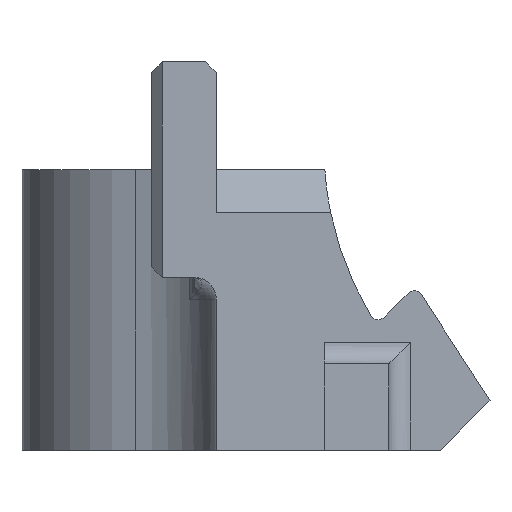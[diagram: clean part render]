
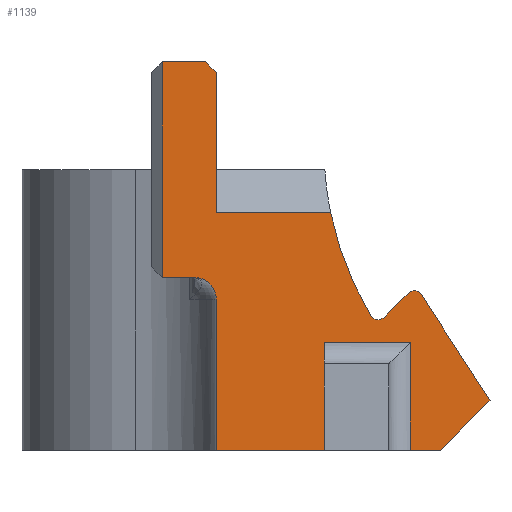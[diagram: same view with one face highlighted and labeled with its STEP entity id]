
A CAD part, front view. The second image highlights one B-rep face of the part: STEP entity #1139.
In plain terms, the highlighted planar face has unit normal (0, -1, 0).
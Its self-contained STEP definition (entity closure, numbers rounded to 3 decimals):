
#39=PLANE('',#1225);
#84=FACE_OUTER_BOUND('',#151,.T.);
#151=EDGE_LOOP('',(#851,#852,#853,#854,#855,#856,#857,#858,#859,#860,#861,
#862,#863,#864,#865,#866,#867,#868,#869));
#222=CIRCLE('',#1226,0.4);
#223=CIRCLE('',#1227,0.4);
#224=CIRCLE('',#1228,15.);
#225=CIRCLE('',#1229,1.);
#258=LINE('',#1674,#380);
#259=LINE('',#1678,#381);
#266=LINE('',#1694,#388);
#294=LINE('',#1773,#416);
#295=LINE('',#1776,#417);
#296=LINE('',#1778,#418);
#297=LINE('',#1780,#419);
#298=LINE('',#1784,#420);
#299=LINE('',#1789,#421);
#300=LINE('',#1791,#422);
#301=LINE('',#1793,#423);
#302=LINE('',#1795,#424);
#303=LINE('',#1797,#425);
#304=LINE('',#1801,#426);
#305=LINE('',#1802,#427);
#380=VECTOR('',#1331,10.);
#381=VECTOR('',#1336,10.);
#388=VECTOR('',#1351,10.);
#416=VECTOR('',#1413,10.);
#417=VECTOR('',#1416,10.);
#418=VECTOR('',#1417,10.);
#419=VECTOR('',#1418,10.);
#420=VECTOR('',#1421,10.);
#421=VECTOR('',#1426,10.);
#422=VECTOR('',#1427,10.);
#423=VECTOR('',#1428,10.);
#424=VECTOR('',#1429,10.);
#425=VECTOR('',#1430,10.);
#426=VECTOR('',#1433,10.);
#427=VECTOR('',#1434,10.);
#503=VERTEX_POINT('',#1671);
#504=VERTEX_POINT('',#1673);
#505=VERTEX_POINT('',#1677);
#510=VERTEX_POINT('',#1693);
#543=VERTEX_POINT('',#1769);
#544=VERTEX_POINT('',#1771);
#545=VERTEX_POINT('',#1775);
#546=VERTEX_POINT('',#1777);
#547=VERTEX_POINT('',#1779);
#548=VERTEX_POINT('',#1781);
#549=VERTEX_POINT('',#1783);
#550=VERTEX_POINT('',#1785);
#551=VERTEX_POINT('',#1788);
#552=VERTEX_POINT('',#1790);
#553=VERTEX_POINT('',#1792);
#554=VERTEX_POINT('',#1794);
#555=VERTEX_POINT('',#1796);
#556=VERTEX_POINT('',#1798);
#557=VERTEX_POINT('',#1800);
#612=EDGE_CURVE('',#503,#504,#258,.T.);
#614=EDGE_CURVE('',#504,#505,#259,.T.);
#622=EDGE_CURVE('',#510,#505,#266,.T.);
#662=EDGE_CURVE('',#544,#543,#294,.T.);
#663=EDGE_CURVE('',#545,#503,#295,.T.);
#664=EDGE_CURVE('',#546,#545,#296,.T.);
#665=EDGE_CURVE('',#547,#546,#297,.T.);
#666=EDGE_CURVE('',#548,#547,#222,.T.);
#667=EDGE_CURVE('',#549,#548,#298,.T.);
#668=EDGE_CURVE('',#550,#549,#223,.T.);
#669=EDGE_CURVE('',#543,#550,#224,.T.);
#670=EDGE_CURVE('',#551,#544,#299,.T.);
#671=EDGE_CURVE('',#552,#551,#300,.T.);
#672=EDGE_CURVE('',#553,#552,#301,.T.);
#673=EDGE_CURVE('',#554,#553,#302,.T.);
#674=EDGE_CURVE('',#555,#554,#303,.T.);
#675=EDGE_CURVE('',#556,#555,#225,.T.);
#676=EDGE_CURVE('',#557,#556,#304,.T.);
#677=EDGE_CURVE('',#510,#557,#305,.T.);
#851=ORIENTED_EDGE('',*,*,#612,.F.);
#852=ORIENTED_EDGE('',*,*,#663,.F.);
#853=ORIENTED_EDGE('',*,*,#664,.F.);
#854=ORIENTED_EDGE('',*,*,#665,.F.);
#855=ORIENTED_EDGE('',*,*,#666,.F.);
#856=ORIENTED_EDGE('',*,*,#667,.F.);
#857=ORIENTED_EDGE('',*,*,#668,.F.);
#858=ORIENTED_EDGE('',*,*,#669,.F.);
#859=ORIENTED_EDGE('',*,*,#662,.F.);
#860=ORIENTED_EDGE('',*,*,#670,.F.);
#861=ORIENTED_EDGE('',*,*,#671,.F.);
#862=ORIENTED_EDGE('',*,*,#672,.F.);
#863=ORIENTED_EDGE('',*,*,#673,.F.);
#864=ORIENTED_EDGE('',*,*,#674,.F.);
#865=ORIENTED_EDGE('',*,*,#675,.F.);
#866=ORIENTED_EDGE('',*,*,#676,.F.);
#867=ORIENTED_EDGE('',*,*,#677,.F.);
#868=ORIENTED_EDGE('',*,*,#622,.T.);
#869=ORIENTED_EDGE('',*,*,#614,.F.);
#1139=ADVANCED_FACE('',(#84),#39,.F.);
#1225=AXIS2_PLACEMENT_3D('',#1774,#1414,#1415);
#1226=AXIS2_PLACEMENT_3D('',#1782,#1419,#1420);
#1227=AXIS2_PLACEMENT_3D('',#1786,#1422,#1423);
#1228=AXIS2_PLACEMENT_3D('',#1787,#1424,#1425);
#1229=AXIS2_PLACEMENT_3D('',#1799,#1431,#1432);
#1331=DIRECTION('',(0.,0.,1.));
#1336=DIRECTION('',(-1.,0.,0.));
#1351=DIRECTION('',(0.,0.,1.));
#1413=DIRECTION('',(1.,0.,0.));
#1414=DIRECTION('center_axis',(0.,1.,0.));
#1415=DIRECTION('ref_axis',(0.,0.,1.));
#1416=DIRECTION('',(-1.,0.,0.));
#1417=DIRECTION('',(-0.707,0.,-0.707));
#1418=DIRECTION('',(0.543,0.,-0.839));
#1419=DIRECTION('center_axis',(0.,1.,0.));
#1420=DIRECTION('ref_axis',(0.105,0.,0.994));
#1421=DIRECTION('',(0.707,0.,0.707));
#1422=DIRECTION('center_axis',(0.,-1.,0.));
#1423=DIRECTION('ref_axis',(0.707,0.,-0.707));
#1424=DIRECTION('center_axis',(0.,-1.,0.));
#1425=DIRECTION('ref_axis',(-0.856,0.,-0.517));
#1426=DIRECTION('',(0.,0.,-1.));
#1427=DIRECTION('',(0.707,0.,-0.707));
#1428=DIRECTION('',(1.,0.,0.));
#1429=DIRECTION('',(0.,0.,1.));
#1430=DIRECTION('',(-1.,0.,0.));
#1431=DIRECTION('center_axis',(0.,-1.,0.));
#1432=DIRECTION('ref_axis',(0.707,0.,0.707));
#1433=DIRECTION('',(0.,0.,1.));
#1434=DIRECTION('',(-1.,0.,0.));
#1671=CARTESIAN_POINT('',(-11.,40.,-14.));
#1673=CARTESIAN_POINT('',(-11.,40.,-9.));
#1674=CARTESIAN_POINT('',(-11.,40.,-12.));
#1677=CARTESIAN_POINT('',(-15.,40.,-9.));
#1678=CARTESIAN_POINT('',(-15.,40.,-9.));
#1693=CARTESIAN_POINT('',(-15.,40.,-14.));
#1694=CARTESIAN_POINT('',(-15.,40.,-14.));
#1769=CARTESIAN_POINT('',(-14.697,40.,-3.));
#1771=CARTESIAN_POINT('',(-20.,40.,-3.));
#1773=CARTESIAN_POINT('',(-12.5,40.,-3.));
#1774=CARTESIAN_POINT('Origin',(-15.,40.,-14.));
#1775=CARTESIAN_POINT('',(-9.616,40.,-14.));
#1776=CARTESIAN_POINT('',(-12.308,40.,-14.));
#1777=CARTESIAN_POINT('',(-7.316,40.,-11.7));
#1778=CARTESIAN_POINT('',(-9.812,40.,-14.196));
#1779=CARTESIAN_POINT('',(-10.493,40.,-6.793));
#1780=CARTESIAN_POINT('',(-9.515,40.,-8.304));
#1781=CARTESIAN_POINT('',(-11.112,40.,-6.728));
#1782=CARTESIAN_POINT('Origin',(-10.829,40.,-7.01));
#1783=CARTESIAN_POINT('',(-12.215,40.,-7.831));
#1784=CARTESIAN_POINT('',(-14.453,40.,-10.069));
#1785=CARTESIAN_POINT('',(-12.84,40.,-7.755));
#1786=CARTESIAN_POINT('Origin',(-12.498,40.,-7.548));
#1787=CARTESIAN_POINT('Origin',(0.,40.,0.));
#1788=CARTESIAN_POINT('',(-20.,40.,3.5));
#1789=CARTESIAN_POINT('',(-20.,40.,4.));
#1790=CARTESIAN_POINT('',(-20.5,40.,4.));
#1791=CARTESIAN_POINT('',(-14.5,40.,-2.));
#1792=CARTESIAN_POINT('',(-22.5,40.,4.));
#1793=CARTESIAN_POINT('',(-23.,40.,4.));
#1794=CARTESIAN_POINT('',(-22.5,40.,-6.));
#1795=CARTESIAN_POINT('',(-22.5,40.,-10.));
#1796=CARTESIAN_POINT('',(-21.,40.,-6.));
#1797=CARTESIAN_POINT('',(-20.,40.,-6.));
#1798=CARTESIAN_POINT('',(-20.,40.,-7.));
#1799=CARTESIAN_POINT('Origin',(-21.,40.,-7.));
#1800=CARTESIAN_POINT('',(-20.,40.,-14.));
#1801=CARTESIAN_POINT('',(-20.,40.,-14.));
#1802=CARTESIAN_POINT('',(-12.308,40.,-14.));
